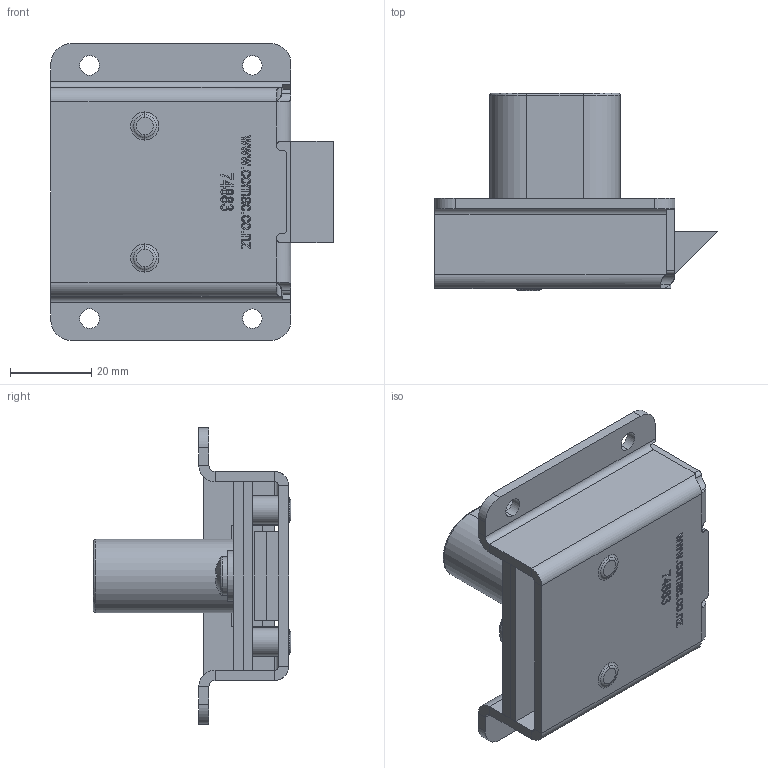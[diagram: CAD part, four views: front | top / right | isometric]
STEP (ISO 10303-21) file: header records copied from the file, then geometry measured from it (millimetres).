
FILE_DESCRIPTION (( 'STEP AP214' ), '1' );
FILE_NAME ('74883-Slam Latch LW Key Heavy Duty 73x58mm.STEP', '2019-01-03T20:35:02', ( '' ), ( '' ), 'SwSTEP 2.0', 'SolidWorks 2018', '' );
FILE_SCHEMA (( 'AUTOMOTIVE_DESIGN' ));
Length unit declared in the file: millimetre
Products named in the file (1): 74883-Slam Latch LW Key Heavy Duty 73x58mm
Bounding box: 69.36 x 48.5 x 73 mm (x, y, z)
Volume: 51339.3 mm3; surface area: 37165.7 mm2
Topology: 13 solids, 13 shells, 482 faces, 1229 edges, 803 vertices
Faces by surface type: plane 286, bspline 114, cylinder 66, torus 15, sphere 1
Entity records: 21271 total; most frequent: CARTESIAN_POINT 9993, ORIENTED_EDGE 2454, DIRECTION 1875, EDGE_CURVE 1227, VECTOR 803, LINE 803, VERTEX_POINT 802, AXIS2_PLACEMENT_3D 536
